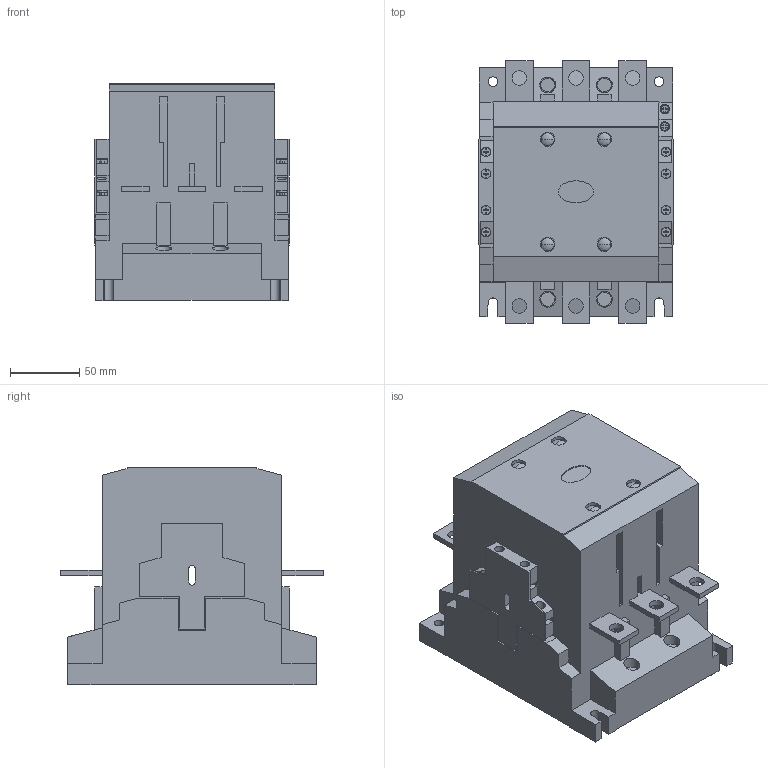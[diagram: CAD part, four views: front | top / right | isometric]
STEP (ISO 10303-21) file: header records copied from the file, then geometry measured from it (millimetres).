
FILE_DESCRIPTION( ( '' ), '1' );
FILE_NAME( 'dil_m185_225.stp', '2010-03-05T08:01:28', ( '' ), ( '' ), ' ', ' ', ' ' );
FILE_SCHEMA( ( 'CONFIG_CONTROL_DESIGN' ) );
Length unit declared in the file: millimetre
Products named in the file (1): 1
Bounding box: 140.9 x 190 x 157.5 mm (x, y, z)
Volume: 2855938.8 mm3; surface area: 167271.1 mm2
Topology: 1 solids, 1 shells, 517 faces, 1380 edges, 916 vertices
Faces by surface type: plane 393, cylinder 96, cone 20, sphere 8
Entity records: 16098 total; most frequent: CARTESIAN_POINT 2822, ORIENTED_EDGE 2744, DIRECTION 2688, EDGE_CURVE 1372, LINE 1076, VECTOR 1076, VERTEX_POINT 916, AXIS2_PLACEMENT_3D 806
